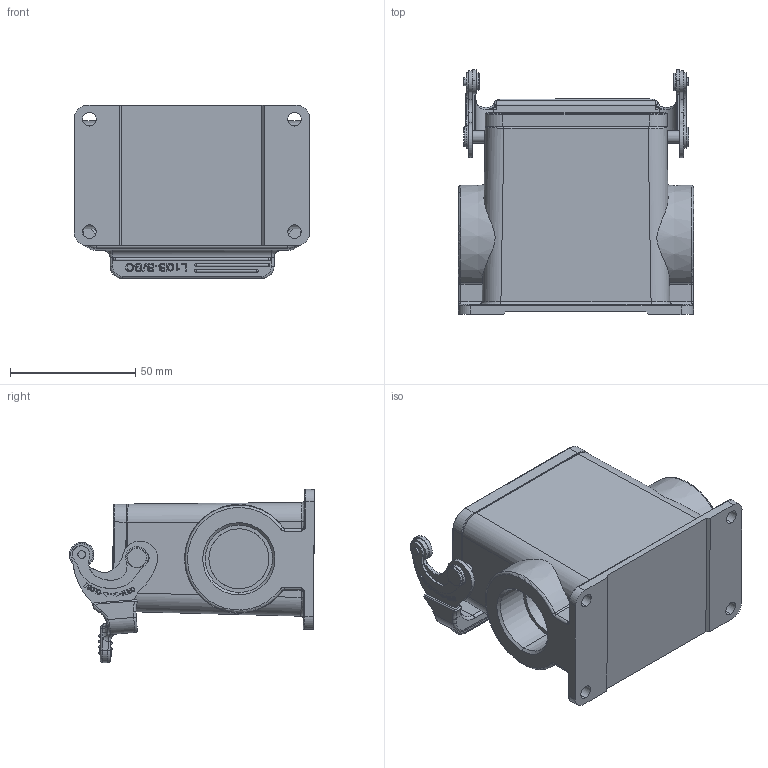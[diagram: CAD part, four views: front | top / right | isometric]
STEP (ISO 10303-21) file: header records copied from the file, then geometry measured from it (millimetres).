
FILE_DESCRIPTION((''),'2;1');
FILE_NAME('PRT0362','2017-09-26T',('dm.li'),(''),'PRO/ENGINEER BY PARAMETRIC TECHNOLOGY CORPORATION, 2012480','PRO/ENGINEER BY PARAMETRIC TECHNOLOGY CORPORATION, 2012480','');
FILE_SCHEMA(('AUTOMOTIVE_DESIGN { 1 0 10303 214 1 1 1 1 }'));
Length unit declared in the file: millimetre
Products named in the file (1): PRT0362
Bounding box: 94.02 x 98.02 x 69.29 mm (x, y, z)
Volume: 147782.2 mm3; surface area: 57011.5 mm2
Topology: 1 solids, 15 shells, 1157 faces, 3045 edges, 1980 vertices
Faces by surface type: plane 454, extrusion 296, cylinder 259, bspline 50, torus 48, cone 36, sphere 14
Entity records: 43541 total; most frequent: CARTESIAN_POINT 12945, ORIENTED_EDGE 6054, DIRECTION 4796, EDGE_CURVE 3027, VERTEX_POINT 1980, VECTOR 1870, LINE 1574, AXIS2_PLACEMENT_3D 1463
